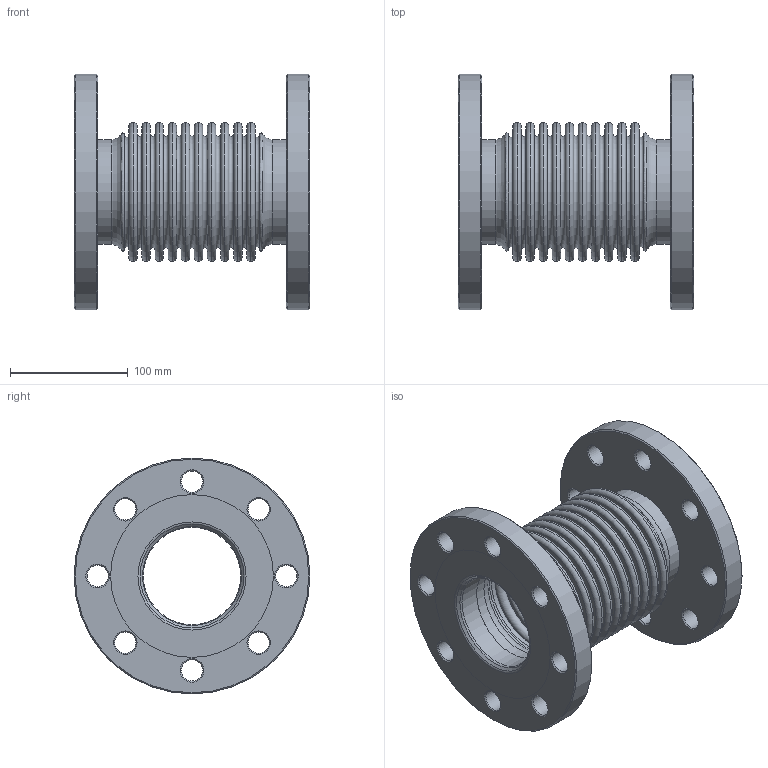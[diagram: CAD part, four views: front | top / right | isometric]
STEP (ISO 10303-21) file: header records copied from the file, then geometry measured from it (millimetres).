
FILE_DESCRIPTION(('HOOPS Exchange Step'),'2;1');
FILE_NAME('KP0501_DN80.stp','2025-11-03T14:18:09+01:00',('nieru'),('Unknown organisation'),'HOOPS Exchange 2024.2','HOOPS Exchange','Unknown authorisation');
FILE_SCHEMA( ('AP203_CONFIGURATION_CONTROLLED_3D_DESIGN_OF_MECHANICAL_PARTS_AND_ASSEMBLIES_MIM_LF') );
Length unit declared in the file: millimetre
Products named in the file (2): 0; root
Assembly tree (1 placements, depth 2):
  root
    0
Bounding box: 200 x 200 x 200 mm (x, y, z)
Volume: 1216222.2 mm3; surface area: 371736.8 mm2
Topology: 1 solids, 1 shells, 186 faces, 394 edges, 256 vertices
Faces by surface type: torus 74, plane 48, cone 38, cylinder 24, bspline 2
Full cylindrical faces by diameter (mm): 18 x16, 82.5 x2, 84.31 x2, 88.853 x2, 200 x2
Entity records: 5344 total; most frequent: DIRECTION 1096, CARTESIAN_POINT 899, ORIENTED_EDGE 788, AXIS2_PLACEMENT_3D 517, EDGE_CURVE 394, CIRCLE 330, EDGE_LOOP 266, FACE_BOUND 266
